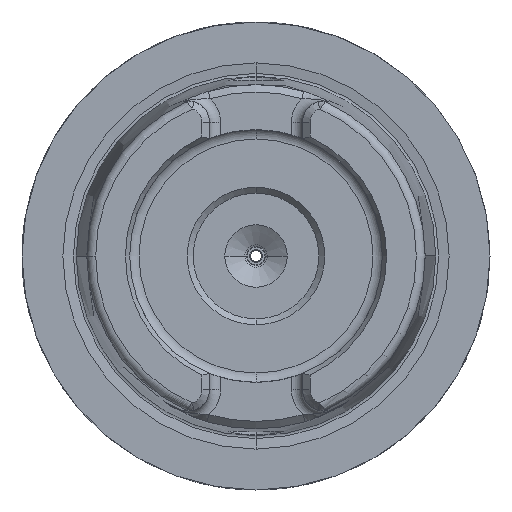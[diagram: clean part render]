
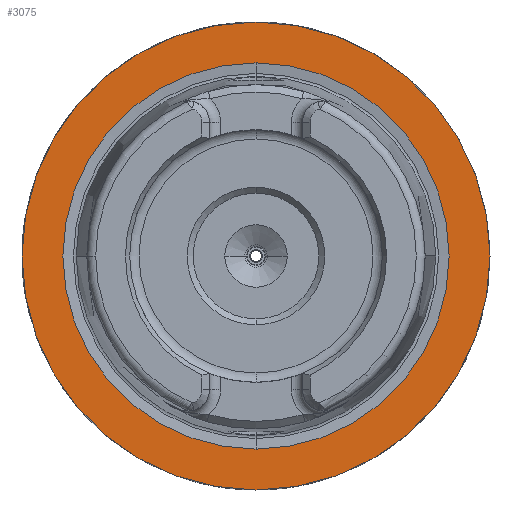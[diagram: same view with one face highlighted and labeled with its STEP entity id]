
A CAD part, left-side view. The second image highlights one B-rep face of the part: STEP entity #3075.
In plain terms, the highlighted planar face has unit normal (-1, 0, 0).
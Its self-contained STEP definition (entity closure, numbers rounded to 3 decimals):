
#101 = CARTESIAN_POINT ( 'NONE',  ( 0., 0., 0. ) ) ;
#306 = DIRECTION ( 'NONE',  ( -1., 0., 0. ) ) ;
#763 = CIRCLE ( 'NONE', #5528, 25.995 ) ;
#968 = DIRECTION ( 'NONE',  ( 0., 0., -1. ) ) ;
#972 = EDGE_CURVE ( 'NONE', #7248, #4357, #763, .T. ) ;
#1194 = EDGE_CURVE ( 'NONE', #9479, #4499, #8714, .T. ) ;
#1584 = AXIS2_PLACEMENT_3D ( 'NONE', #2321, #8107, #3124 ) ;
#1890 = ORIENTED_EDGE ( 'NONE', *, *, #2558, .F. ) ;
#2321 = CARTESIAN_POINT ( 'NONE',  ( 0., 0., 0. ) ) ;
#2558 = EDGE_CURVE ( 'NONE', #4357, #7248, #4965, .T. ) ;
#3075 = ADVANCED_FACE ( 'NONE', ( #10498, #3869 ), #5124, .F. ) ;
#3124 = DIRECTION ( 'NONE',  ( 0., 0., 1. ) ) ;
#3708 = CARTESIAN_POINT ( 'NONE',  ( 0., 0., -25.995 ) ) ;
#3869 = FACE_BOUND ( 'NONE', #4492, .T. ) ;
#3980 = EDGE_CURVE ( 'NONE', #4499, #9479, #4729, .T. ) ;
#4024 = CARTESIAN_POINT ( 'NONE',  ( 0., 0., 0. ) ) ;
#4357 = VERTEX_POINT ( 'NONE', #9680 ) ;
#4457 = DIRECTION ( 'NONE',  ( -1., 0., 0. ) ) ;
#4492 = EDGE_LOOP ( 'NONE', ( #1890, #7395 ) ) ;
#4499 = VERTEX_POINT ( 'NONE', #6473 ) ;
#4531 = EDGE_LOOP ( 'NONE', ( #9698, #6352 ) ) ;
#4675 = CARTESIAN_POINT ( 'NONE',  ( 0., 0., -31.5 ) ) ;
#4729 = CIRCLE ( 'NONE', #1584, 31.5 ) ;
#4860 = DIRECTION ( 'NONE',  ( 0., 0., 1. ) ) ;
#4965 = CIRCLE ( 'NONE', #9674, 25.995 ) ;
#5124 = PLANE ( 'NONE',  #10686 ) ;
#5334 = DIRECTION ( 'NONE',  ( 0., 0., 1. ) ) ;
#5528 = AXIS2_PLACEMENT_3D ( 'NONE', #6193, #306, #5334 ) ;
#5806 = AXIS2_PLACEMENT_3D ( 'NONE', #9440, #4457, #10253 ) ;
#5976 = DIRECTION ( 'NONE',  ( 1., 0., 0. ) ) ;
#6193 = CARTESIAN_POINT ( 'NONE',  ( 0., 0., 0. ) ) ;
#6352 = ORIENTED_EDGE ( 'NONE', *, *, #1194, .T. ) ;
#6473 = CARTESIAN_POINT ( 'NONE',  ( 0., 0., 31.5 ) ) ;
#7248 = VERTEX_POINT ( 'NONE', #3708 ) ;
#7395 = ORIENTED_EDGE ( 'NONE', *, *, #972, .F. ) ;
#8107 = DIRECTION ( 'NONE',  ( -1., 0., 0. ) ) ;
#8714 = CIRCLE ( 'NONE', #5806, 31.5 ) ;
#9440 = CARTESIAN_POINT ( 'NONE',  ( 0., 0., 0. ) ) ;
#9479 = VERTEX_POINT ( 'NONE', #4675 ) ;
#9674 = AXIS2_PLACEMENT_3D ( 'NONE', #4024, #9839, #4860 ) ;
#9680 = CARTESIAN_POINT ( 'NONE',  ( 0., 0., 25.995 ) ) ;
#9698 = ORIENTED_EDGE ( 'NONE', *, *, #3980, .T. ) ;
#9839 = DIRECTION ( 'NONE',  ( -1., 0., 0. ) ) ;
#10253 = DIRECTION ( 'NONE',  ( 0., 0., 1. ) ) ;
#10498 = FACE_OUTER_BOUND ( 'NONE', #4531, .T. ) ;
#10686 = AXIS2_PLACEMENT_3D ( 'NONE', #101, #5976, #968 ) ;
